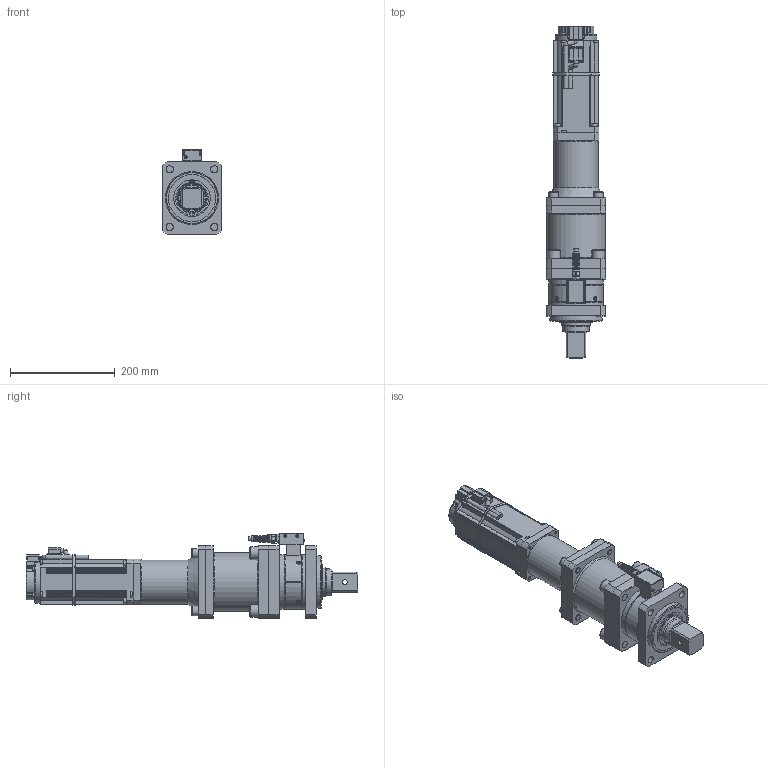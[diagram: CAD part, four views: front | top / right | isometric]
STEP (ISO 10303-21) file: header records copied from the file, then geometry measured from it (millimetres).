
FILE_DESCRIPTION(/* description */ (''),/* implementation_level */ '2;1');
FILE_NAME(/* name */ 'CFT-153RM4J-S(DS-N070)_OUTLINE_20210803.stp',/* time_stamp */ '2021-08-03T17:25:22+09:00',/* author */ ('Akihiro_KATO'),/* organization */ (''),/* preprocessor_version */ 'ST-DEVELOPER v18.1',/* originating_system */ 'Autodesk Inventor 2021',/* authorisation */ '');
FILE_SCHEMA (('AUTOMOTIVE_DESIGN { 1 0 10303 214 3 1 1 }'));
Length unit declared in the file: millimetre
Products named in the file (1): CFT-153RM4J-S(DS-N070)_OUTLINE_20210803
Bounding box: 113.48 x 633 x 162.2 mm (x, y, z)
Volume: 4976669.9 mm3; surface area: 361665.8 mm2
Topology: 1 solids, 2 shells, 1180 faces, 3219 edges, 2069 vertices
Faces by surface type: plane 691, cylinder 277, cone 122, torus 86, sphere 4
Full cylindrical faces by diameter (mm): 2.5 x2, 3 x4, 4 x4, 5 x4, 5.7 x5, 7 x9, 7.5 x4, 8 x9, 8.5 x8, 9 x1, 12 x2, 13 x1, 14 x8, 18 x4, 24 x4, 50 x1, 52 x1, 55 x2, 69.4 x1, 84 x1, 89.6 x1, 92 x1, 94 x1, 100 x1, 104 x2, 112 x1
Entity records: 38440 total; most frequent: CARTESIAN_POINT 8456, ORIENTED_EDGE 6408, DIRECTION 6213, EDGE_CURVE 3204, AXIS2_PLACEMENT_3D 2175, VERTEX_POINT 2069, LINE 1863, VECTOR 1863
